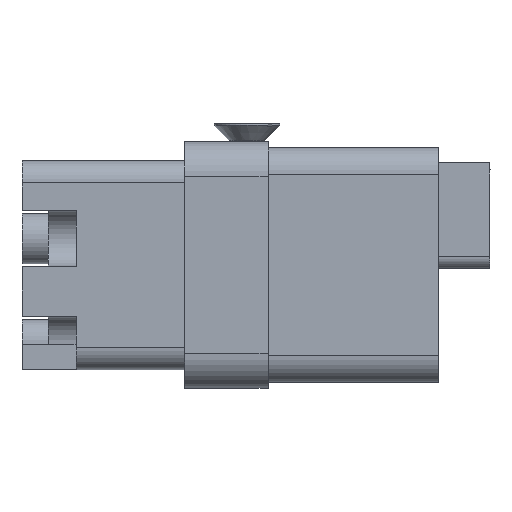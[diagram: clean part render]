
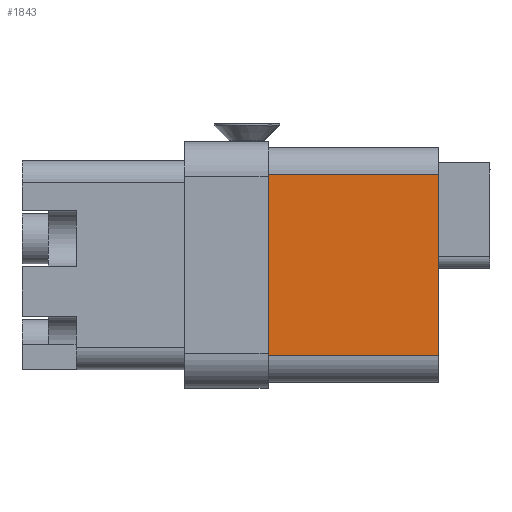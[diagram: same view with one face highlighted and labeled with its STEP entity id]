
A CAD part, left-side view. The second image highlights one B-rep face of the part: STEP entity #1843.
In plain terms, the highlighted planar face has unit normal (-1, 0, 0).
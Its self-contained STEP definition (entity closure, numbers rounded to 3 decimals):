
#1029=PLANE('',#11282);
#1843=ADVANCED_FACE('',(#2411),#1029,.T.);
#2411=FACE_OUTER_BOUND('',#3081,.T.);
#3081=EDGE_LOOP('',(#5722,#5723,#5724,#5725));
#5722=ORIENTED_EDGE('',*,*,#8199,.F.);
#5723=ORIENTED_EDGE('',*,*,#8200,.T.);
#5724=ORIENTED_EDGE('',*,*,#8201,.T.);
#5725=ORIENTED_EDGE('',*,*,#8197,.F.);
#6914=VERTEX_POINT('',#16926);
#6915=VERTEX_POINT('',#16928);
#6916=VERTEX_POINT('',#16932);
#6917=VERTEX_POINT('',#16934);
#8197=EDGE_CURVE('',#6914,#6915,#9248,.T.);
#8199=EDGE_CURVE('',#6916,#6914,#9249,.T.);
#8200=EDGE_CURVE('',#6916,#6917,#9250,.T.);
#8201=EDGE_CURVE('',#6917,#6915,#9251,.T.);
#9248=LINE('',#16927,#10272);
#9249=LINE('',#16931,#10273);
#9250=LINE('',#16933,#10274);
#9251=LINE('',#16935,#10275);
#10272=VECTOR('',#13761,1.);
#10273=VECTOR('',#13766,1.);
#10274=VECTOR('',#13767,1.);
#10275=VECTOR('',#13768,1.);
#11282=AXIS2_PLACEMENT_3D('',#16936,#13769,#13770);
#13761=DIRECTION('',(0.,-1.,0.));
#13766=DIRECTION('',(0.,0.,1.));
#13767=DIRECTION('',(0.,-1.,0.));
#13768=DIRECTION('',(0.,0.,1.));
#13769=DIRECTION('',(-1.,0.,0.));
#13770=DIRECTION('',(0.,0.,-1.));
#16926=CARTESIAN_POINT('',(-10.,-20.95,7.7));
#16927=CARTESIAN_POINT('',(-10.,-20.95,7.7));
#16928=CARTESIAN_POINT('',(-10.,-35.45,7.7));
#16931=CARTESIAN_POINT('',(-10.,-20.95,-7.7));
#16932=CARTESIAN_POINT('',(-10.,-20.95,-7.7));
#16933=CARTESIAN_POINT('',(-10.,-20.95,-7.7));
#16934=CARTESIAN_POINT('',(-10.,-35.45,-7.7));
#16935=CARTESIAN_POINT('',(-10.,-35.45,-7.7));
#16936=CARTESIAN_POINT('',(-10.,-20.95,7.7));
